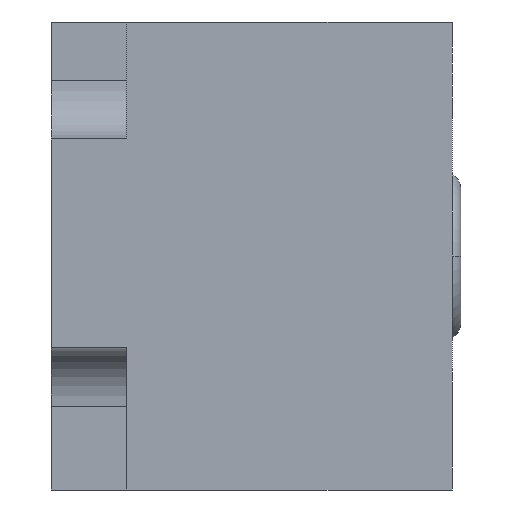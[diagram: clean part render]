
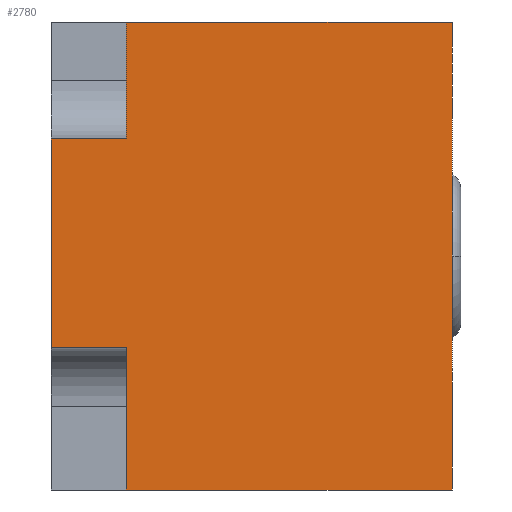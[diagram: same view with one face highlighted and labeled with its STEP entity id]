
A CAD part, left-side view. The second image highlights one B-rep face of the part: STEP entity #2780.
In plain terms, the highlighted planar face has unit normal (-1, 0, 0).
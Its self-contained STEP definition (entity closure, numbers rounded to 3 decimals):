
#873=DIRECTION('',(0.,0.,1.));
#874=VECTOR('',#873,13.5);
#875=CARTESIAN_POINT('',(-34.925,7.189,-22.225));
#876=LINE('',#875,#874);
#877=DIRECTION('',(0.,-1.,0.));
#878=VECTOR('',#877,7.137);
#879=CARTESIAN_POINT('',(-34.925,14.326,-8.725));
#880=LINE('',#879,#878);
#881=DIRECTION('',(0.,0.,1.));
#882=VECTOR('',#881,19.838);
#883=CARTESIAN_POINT('',(-34.925,14.326,-8.725));
#884=LINE('',#883,#882);
#885=DIRECTION('',(0.,-1.,0.));
#886=VECTOR('',#885,7.137);
#887=CARTESIAN_POINT('',(-34.925,14.326,11.113));
#888=LINE('',#887,#886);
#889=DIRECTION('',(0.,0.,-1.));
#890=VECTOR('',#889,11.113);
#891=CARTESIAN_POINT('',(-34.925,7.189,22.225));
#892=LINE('',#891,#890);
#893=DIRECTION('',(0.,-1.,0.));
#894=VECTOR('',#893,30.963);
#895=CARTESIAN_POINT('',(-34.925,7.189,22.225));
#896=LINE('',#895,#894);
#897=DIRECTION('',(0.,0.,-1.));
#898=VECTOR('',#897,44.45);
#899=CARTESIAN_POINT('',(-34.925,-23.774,22.225));
#900=LINE('',#899,#898);
#901=DIRECTION('',(0.,1.,0.));
#902=VECTOR('',#901,30.963);
#903=CARTESIAN_POINT('',(-34.925,-23.774,-22.225));
#904=LINE('',#903,#902);
#1599=CARTESIAN_POINT('',(-34.925,-23.774,22.225));
#1600=CARTESIAN_POINT('',(-34.925,-23.774,-22.225));
#1601=VERTEX_POINT('',#1599);
#1602=VERTEX_POINT('',#1600);
#1892=CARTESIAN_POINT('',(-34.925,7.189,11.113));
#1893=VERTEX_POINT('',#1892);
#1904=CARTESIAN_POINT('',(-34.925,7.189,22.225));
#1905=VERTEX_POINT('',#1904);
#1906=CARTESIAN_POINT('',(-34.925,14.326,11.113));
#1907=VERTEX_POINT('',#1906);
#1922=CARTESIAN_POINT('',(-34.925,7.189,-22.225));
#1923=CARTESIAN_POINT('',(-34.925,7.189,-8.725));
#1924=VERTEX_POINT('',#1922);
#1925=VERTEX_POINT('',#1923);
#1926=CARTESIAN_POINT('',(-34.925,14.326,-8.725));
#1927=VERTEX_POINT('',#1926);
#2760=CARTESIAN_POINT('',(-34.925,0.,0.));
#2761=DIRECTION('',(1.,0.,0.));
#2762=DIRECTION('',(0.,0.,-1.));
#2763=AXIS2_PLACEMENT_3D('',#2760,#2761,#2762);
#2764=PLANE('',#2763);
#2765=ORIENTED_EDGE('',*,*,#2743,.T.);
#2767=ORIENTED_EDGE('',*,*,#2766,.F.);
#2768=ORIENTED_EDGE('',*,*,#2694,.T.);
#2770=ORIENTED_EDGE('',*,*,#2769,.T.);
#2772=ORIENTED_EDGE('',*,*,#2771,.F.);
#2774=ORIENTED_EDGE('',*,*,#2773,.T.);
#2776=ORIENTED_EDGE('',*,*,#2775,.T.);
#2777=ORIENTED_EDGE('',*,*,#2725,.T.);
#2778=EDGE_LOOP('',(#2765,#2767,#2768,#2770,#2772,#2774,#2776,#2777));
#2779=FACE_OUTER_BOUND('',#2778,.F.);
#2780=ADVANCED_FACE('',(#2779),#2764,.F.);
#2694=EDGE_CURVE('',#1927,#1907,#884,.T.);
#2725=EDGE_CURVE('',#1602,#1924,#904,.T.);
#2743=EDGE_CURVE('',#1924,#1925,#876,.T.);
#2766=EDGE_CURVE('',#1927,#1925,#880,.T.);
#2769=EDGE_CURVE('',#1907,#1893,#888,.T.);
#2771=EDGE_CURVE('',#1905,#1893,#892,.T.);
#2773=EDGE_CURVE('',#1905,#1601,#896,.T.);
#2775=EDGE_CURVE('',#1601,#1602,#900,.T.);
